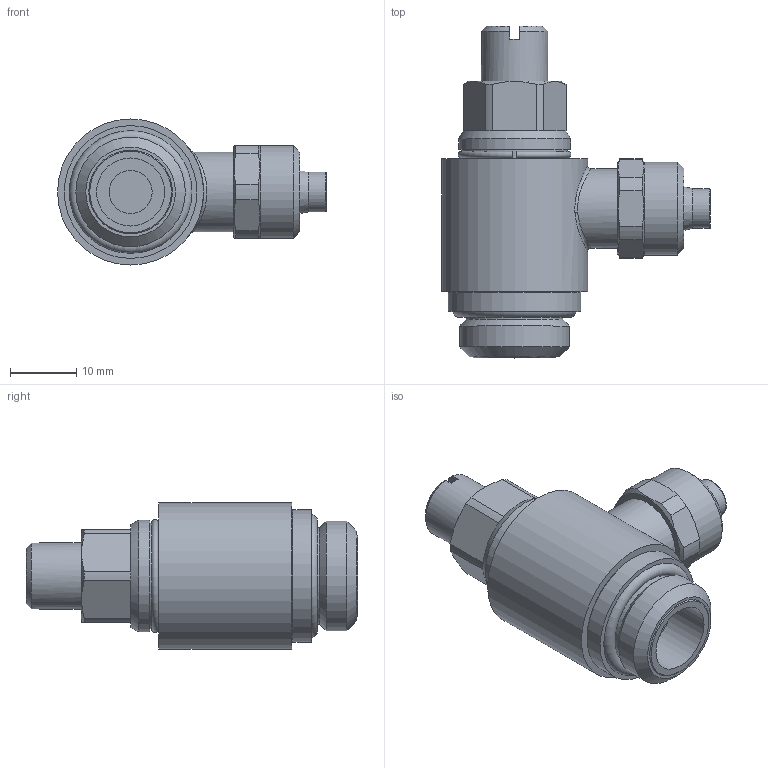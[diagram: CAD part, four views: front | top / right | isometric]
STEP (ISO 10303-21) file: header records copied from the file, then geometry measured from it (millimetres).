
FILE_DESCRIPTION( ( 'STEP AP214' ), '1' );
FILE_NAME( '04100V43.stp', '2021-04-20T07:14:26', ( 'License CC BY-ND 4.0' ), ( 'CADENAS' ), ' ', 'PARTsolutions', ' ' );
FILE_SCHEMA( ( 'AUTOMOTIVE_DESIGN { 1 0 10303 214 1 1 1 1 }' ) );
Length unit declared in the file: metre
Products named in the file (3): 04100V43; NONE
Assembly tree (2 placements, depth 2):
  04100V43
    NONE
    NONE
Bounding box: 40.5 x 50 x 22 mm (x, y, z)
Volume: 14034.2 mm3; surface area: 5067.4 mm2
Topology: 2 solids, 2 shells, 92 faces, 198 edges, 125 vertices
Faces by surface type: plane 41, cylinder 27, cone 19, torus 3, bspline 2
Full cylindrical faces by diameter (mm): 5 x1, 6 x1, 6.5 x1, 8.15 x1, 10 x1, 10.25 x1, 12 x1, 14 x1, 14.5 x1, 15.9 x1, 16.5 x1, 16.85 x2, 20 x1, 22 x1
Entity records: 3612 total; most frequent: CARTESIAN_POINT 1005, DIRECTION 392, ORIENTED_EDGE 320, AXIS2_PLACEMENT_3D 177, EDGE_CURVE 160, EDGE_LOOP 136, VERTEX_POINT 116, FACE_OUTER_BOUND 110
